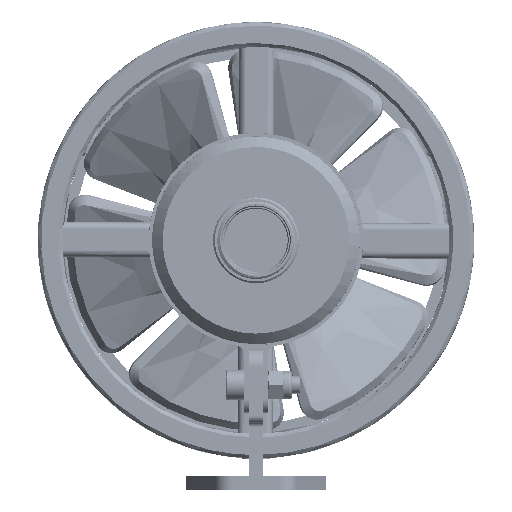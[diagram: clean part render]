
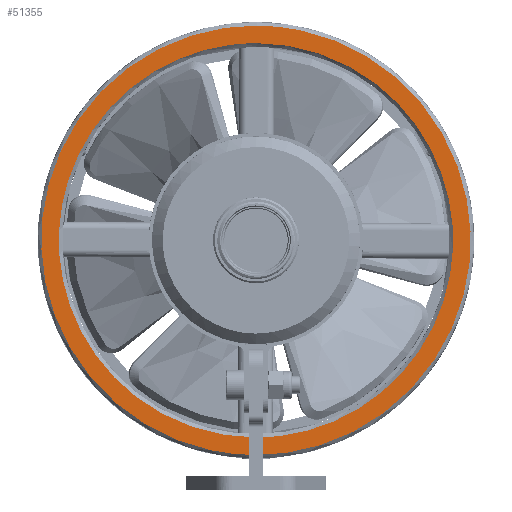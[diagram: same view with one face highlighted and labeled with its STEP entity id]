
A CAD part, front view. The second image highlights one B-rep face of the part: STEP entity #51355.
In plain terms, the highlighted free-form (B-spline) face has degree [1, 1] with [2, 2] control points.
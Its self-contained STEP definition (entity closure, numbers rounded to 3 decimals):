
#49937 = VERTEX_POINT('',#49938);
#49938 = CARTESIAN_POINT('',(40.557,176.823,
    144.442));
#49943 = EDGE_CURVE('',#49937,#49944,#49946,.T.);
#49944 = VERTEX_POINT('',#49945);
#49945 = CARTESIAN_POINT('',(39.815,176.823,
    -20.417));
#49946 = ( BOUNDED_CURVE() B_SPLINE_CURVE(2,(#49947,#49948,#49949,#49950
,#49951),.UNSPECIFIED.,.F.,.F.) B_SPLINE_CURVE_WITH_KNOTS((3,2,3),(
    3.142,4.712,6.283),
.PIECEWISE_BEZIER_KNOTS.) CURVE() GEOMETRIC_REPRESENTATION_ITEM() 
RATIONAL_B_SPLINE_CURVE((1.,0.707,1.,0.707,1.)) 
REPRESENTATION_ITEM('') );
#49947 = CARTESIAN_POINT('',(40.557,176.823,
    144.442));
#49948 = CARTESIAN_POINT('',(122.987,176.823,
    144.071));
#49949 = CARTESIAN_POINT('',(122.615,176.823,
    61.641));
#49950 = CARTESIAN_POINT('',(122.244,176.823,
    -20.788));
#49951 = CARTESIAN_POINT('',(39.815,176.823,
    -20.417));
#49982 = EDGE_CURVE('',#49983,#49985,#49987,.T.);
#49983 = VERTEX_POINT('',#49984);
#49984 = CARTESIAN_POINT('',(40.59,176.823,
    151.802));
#49985 = VERTEX_POINT('',#49986);
#49986 = CARTESIAN_POINT('',(39.782,176.823,
    -27.777));
#49987 = ( BOUNDED_CURVE() B_SPLINE_CURVE(2,(#49988,#49989,#49990,#49991
,#49992),.UNSPECIFIED.,.F.,.F.) B_SPLINE_CURVE_WITH_KNOTS((3,2,3),(
    3.142,4.712,6.283),
.PIECEWISE_BEZIER_KNOTS.) CURVE() GEOMETRIC_REPRESENTATION_ITEM() 
RATIONAL_B_SPLINE_CURVE((1.,0.707,1.,0.707,1.)) 
REPRESENTATION_ITEM('') );
#49988 = CARTESIAN_POINT('',(40.59,176.823,
    151.802));
#49989 = CARTESIAN_POINT('',(-49.199,176.823,
    152.206));
#49990 = CARTESIAN_POINT('',(-49.603,176.823,
    62.417));
#49991 = CARTESIAN_POINT('',(-50.008,176.823,
    -27.373));
#49992 = CARTESIAN_POINT('',(39.782,176.823,
    -27.777));
#51355 = ADVANCED_FACE('',(#51356,#51367),#51378,.F.);
#51356 = FACE_BOUND('',#51357,.T.);
#51357 = EDGE_LOOP('',(#51358,#51366));
#51358 = ORIENTED_EDGE('',*,*,#51359,.T.);
#51359 = EDGE_CURVE('',#49985,#49983,#51360,.T.);
#51360 = ( BOUNDED_CURVE() B_SPLINE_CURVE(2,(#51361,#51362,#51363,#51364
,#51365),.UNSPECIFIED.,.F.,.F.) B_SPLINE_CURVE_WITH_KNOTS((3,2,3),(0.,
1.571,3.142),.PIECEWISE_BEZIER_KNOTS.) CURVE() 
GEOMETRIC_REPRESENTATION_ITEM() RATIONAL_B_SPLINE_CURVE((1.,
0.707,1.,0.707,1.)) REPRESENTATION_ITEM('') );
#51361 = CARTESIAN_POINT('',(39.782,176.823,
    -27.777));
#51362 = CARTESIAN_POINT('',(129.571,176.823,
    -28.181));
#51363 = CARTESIAN_POINT('',(129.975,176.823,
    61.608));
#51364 = CARTESIAN_POINT('',(130.379,176.823,
    151.397));
#51365 = CARTESIAN_POINT('',(40.59,176.823,
    151.802));
#51366 = ORIENTED_EDGE('',*,*,#49982,.T.);
#51367 = FACE_BOUND('',#51368,.T.);
#51368 = EDGE_LOOP('',(#51369,#51370));
#51369 = ORIENTED_EDGE('',*,*,#49943,.T.);
#51370 = ORIENTED_EDGE('',*,*,#51371,.T.);
#51371 = EDGE_CURVE('',#49944,#49937,#51372,.T.);
#51372 = ( BOUNDED_CURVE() B_SPLINE_CURVE(2,(#51373,#51374,#51375,#51376
,#51377),.UNSPECIFIED.,.F.,.F.) B_SPLINE_CURVE_WITH_KNOTS((3,2,3),(0.,
1.571,3.142),.PIECEWISE_BEZIER_KNOTS.) CURVE() 
GEOMETRIC_REPRESENTATION_ITEM() RATIONAL_B_SPLINE_CURVE((1.,
0.707,1.,0.707,1.)) REPRESENTATION_ITEM('') );
#51373 = CARTESIAN_POINT('',(39.815,176.823,
    -20.417));
#51374 = CARTESIAN_POINT('',(-42.615,176.823,
    -20.046));
#51375 = CARTESIAN_POINT('',(-42.244,176.823,
    62.383));
#51376 = CARTESIAN_POINT('',(-41.873,176.823,
    144.813));
#51377 = CARTESIAN_POINT('',(40.557,176.823,
    144.442));
#51378 = B_SPLINE_SURFACE_WITH_KNOTS('',1,1,(
    (#51379,#51380)
    ,(#51381,#51382
    )),.UNSPECIFIED.,.F.,.F.,.F.,(2,2),(2,2),(-61.,61.),(1.,123.),
  .PIECEWISE_BEZIER_KNOTS.);
#51379 = CARTESIAN_POINT('',(130.379,176.823,
    151.397));
#51380 = CARTESIAN_POINT('',(-49.199,176.823,
    152.206));
#51381 = CARTESIAN_POINT('',(129.571,176.823,
    -28.181));
#51382 = CARTESIAN_POINT('',(-50.008,176.823,
    -27.373));
